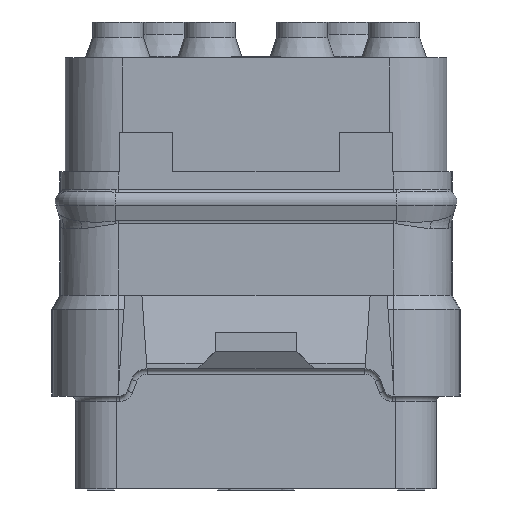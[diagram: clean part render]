
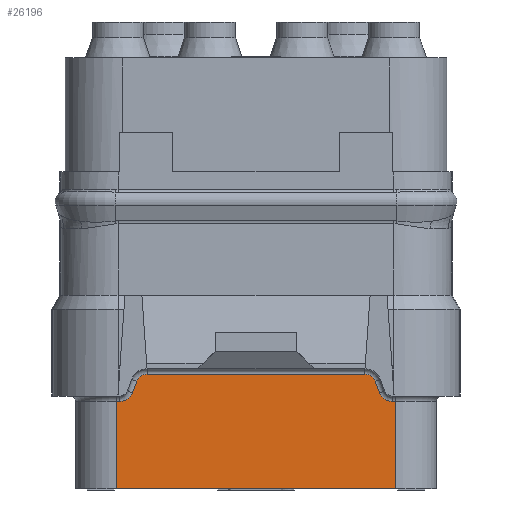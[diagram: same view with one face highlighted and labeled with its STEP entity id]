
A CAD part, front view. The second image highlights one B-rep face of the part: STEP entity #26196.
In plain terms, the highlighted planar face has unit normal (0, -1, 0).
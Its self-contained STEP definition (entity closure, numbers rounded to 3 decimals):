
#2497=DIRECTION('',(-1.,0.,0.));
#2498=VECTOR('',#2497,10.25);
#2499=CARTESIAN_POINT('',(5.125,-5.725,-11.63));
#2500=LINE('',#2499,#2498);
#3676=DIRECTION('',(1.,0.,0.));
#3677=VECTOR('',#3676,0.125);
#3678=CARTESIAN_POINT('',(-5.125,-5.725,-8.43));
#3679=LINE('',#3678,#3677);
#3680=CARTESIAN_POINT('',(-5.,-5.725,-7.93));
#3681=DIRECTION('',(0.,-1.,0.));
#3682=DIRECTION('',(0.,0.,-1.));
#3683=AXIS2_PLACEMENT_3D('',#3680,#3681,#3682);
#3685=DIRECTION('',(0.354,0.,0.935));
#3686=VECTOR('',#3685,0.447);
#3687=CARTESIAN_POINT('',(-4.532,-5.725,-8.107));
#3688=LINE('',#3687,#3686);
#3689=CARTESIAN_POINT('',(-4.,-5.725,-7.83));
#3690=DIRECTION('',(0.,1.,0.));
#3691=DIRECTION('',(-0.935,0.,0.354));
#3692=AXIS2_PLACEMENT_3D('',#3689,#3690,#3691);
#3694=DIRECTION('',(1.,0.,0.));
#3695=VECTOR('',#3694,8.);
#3696=CARTESIAN_POINT('',(-4.,-5.725,-7.43));
#3697=LINE('',#3696,#3695);
#3698=CARTESIAN_POINT('',(4.,-5.725,-7.83));
#3699=DIRECTION('',(0.,1.,0.));
#3700=DIRECTION('',(0.,0.,1.));
#3701=AXIS2_PLACEMENT_3D('',#3698,#3699,#3700);
#3703=DIRECTION('',(0.354,0.,-0.935));
#3704=VECTOR('',#3703,0.447);
#3705=CARTESIAN_POINT('',(4.374,-5.725,-7.689));
#3706=LINE('',#3705,#3704);
#3707=CARTESIAN_POINT('',(5.,-5.725,-7.93));
#3708=DIRECTION('',(0.,-1.,0.));
#3709=DIRECTION('',(-0.935,0.,-0.354));
#3710=AXIS2_PLACEMENT_3D('',#3707,#3708,#3709);
#3712=DIRECTION('',(1.,0.,0.));
#3713=VECTOR('',#3712,0.125);
#3714=CARTESIAN_POINT('',(5.,-5.725,-8.43));
#3715=LINE('',#3714,#3713);
#3716=DIRECTION('',(0.,0.,-1.));
#3717=VECTOR('',#3716,3.2);
#3718=CARTESIAN_POINT('',(5.125,-5.725,-8.43));
#3719=LINE('',#3718,#3717);
#3735=DIRECTION('',(0.,0.,-1.));
#3736=VECTOR('',#3735,3.2);
#3737=CARTESIAN_POINT('',(-5.125,-5.725,-8.43));
#3738=LINE('',#3737,#3736);
#18447=CARTESIAN_POINT('',(5.125,-5.725,-11.63));
#18448=VERTEX_POINT('',#18447);
#18449=CARTESIAN_POINT('',(-5.125,-5.725,-11.63));
#18450=VERTEX_POINT('',#18449);
#20076=CARTESIAN_POINT('',(-5.125,-5.725,-8.43));
#20077=VERTEX_POINT('',#20076);
#20080=CARTESIAN_POINT('',(-5.,-5.725,-8.43));
#20081=VERTEX_POINT('',#20080);
#20084=CARTESIAN_POINT('',(-4.532,-5.725,-8.107));
#20085=VERTEX_POINT('',#20084);
#20088=CARTESIAN_POINT('',(-4.374,-5.725,-7.689));
#20089=VERTEX_POINT('',#20088);
#20092=CARTESIAN_POINT('',(-4.,-5.725,-7.43));
#20093=VERTEX_POINT('',#20092);
#20096=CARTESIAN_POINT('',(4.,-5.725,-7.43));
#20097=VERTEX_POINT('',#20096);
#20100=CARTESIAN_POINT('',(4.374,-5.725,-7.689));
#20101=VERTEX_POINT('',#20100);
#20104=CARTESIAN_POINT('',(4.532,-5.725,-8.107));
#20105=VERTEX_POINT('',#20104);
#20108=CARTESIAN_POINT('',(5.,-5.725,-8.43));
#20109=VERTEX_POINT('',#20108);
#20112=CARTESIAN_POINT('',(5.125,-5.725,-8.43));
#20113=VERTEX_POINT('',#20112);
#26168=CARTESIAN_POINT('',(5.125,-5.725,-8.23));
#26169=DIRECTION('',(0.,-1.,0.));
#26170=DIRECTION('',(-1.,0.,0.));
#26171=AXIS2_PLACEMENT_3D('',#26168,#26169,#26170);
#26172=PLANE('',#26171);
#26174=ORIENTED_EDGE('',*,*,#26173,.T.);
#26176=ORIENTED_EDGE('',*,*,#26175,.T.);
#26178=ORIENTED_EDGE('',*,*,#26177,.T.);
#26180=ORIENTED_EDGE('',*,*,#26179,.T.);
#26182=ORIENTED_EDGE('',*,*,#26181,.T.);
#26184=ORIENTED_EDGE('',*,*,#26183,.T.);
#26186=ORIENTED_EDGE('',*,*,#26185,.T.);
#26188=ORIENTED_EDGE('',*,*,#26187,.T.);
#26189=ORIENTED_EDGE('',*,*,#26158,.T.);
#26190=ORIENTED_EDGE('',*,*,#26134,.T.);
#26191=ORIENTED_EDGE('',*,*,#25467,.T.);
#26193=ORIENTED_EDGE('',*,*,#26192,.F.);
#26194=EDGE_LOOP('',(#26174,#26176,#26178,#26180,#26182,#26184,#26186,#26188,
#26189,#26190,#26191,#26193));
#26195=FACE_OUTER_BOUND('',#26194,.F.);
#26196=ADVANCED_FACE('',(#26195),#26172,.T.);
#3684=CIRCLE('',#3683,0.5);
#3693=CIRCLE('',#3692,0.4);
#3702=CIRCLE('',#3701,0.4);
#3711=CIRCLE('',#3710,0.5);
#25467=EDGE_CURVE('',#18448,#18450,#2500,.T.);
#26134=EDGE_CURVE('',#20113,#18448,#3719,.T.);
#26158=EDGE_CURVE('',#20109,#20113,#3715,.T.);
#26173=EDGE_CURVE('',#20077,#20081,#3679,.T.);
#26175=EDGE_CURVE('',#20081,#20085,#3684,.T.);
#26177=EDGE_CURVE('',#20085,#20089,#3688,.T.);
#26179=EDGE_CURVE('',#20089,#20093,#3693,.T.);
#26181=EDGE_CURVE('',#20093,#20097,#3697,.T.);
#26183=EDGE_CURVE('',#20097,#20101,#3702,.T.);
#26185=EDGE_CURVE('',#20101,#20105,#3706,.T.);
#26187=EDGE_CURVE('',#20105,#20109,#3711,.T.);
#26192=EDGE_CURVE('',#20077,#18450,#3738,.T.);
